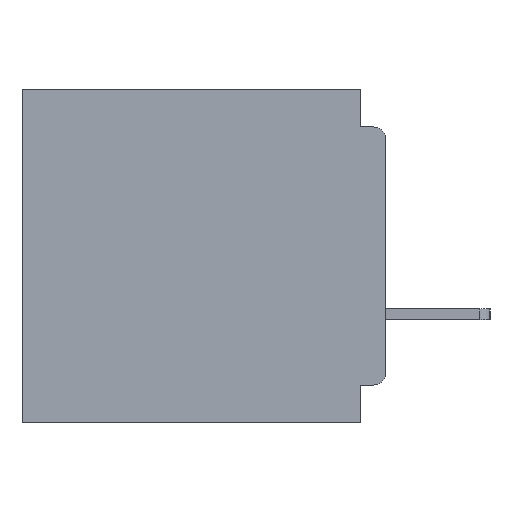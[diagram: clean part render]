
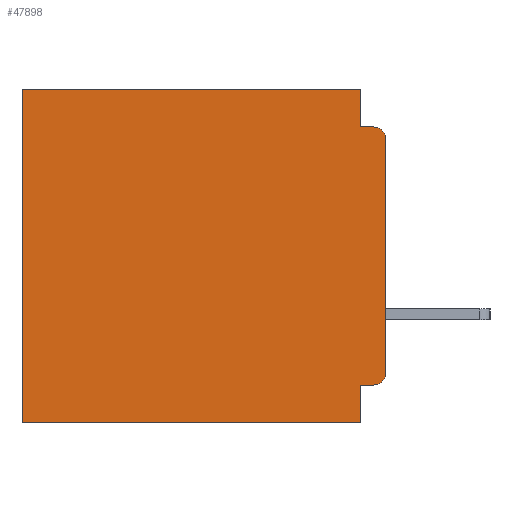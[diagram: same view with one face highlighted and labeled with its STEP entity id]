
A CAD part, left-side view. The second image highlights one B-rep face of the part: STEP entity #47898.
In plain terms, the highlighted planar face has unit normal (-1, 0, 0).
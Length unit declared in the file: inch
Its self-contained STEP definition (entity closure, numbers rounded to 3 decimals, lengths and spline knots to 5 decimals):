
#1381 = CARTESIAN_POINT ( 'NONE',  ( 0.3, 0., -0.34 ) ) ;
#1601 = ORIENTED_EDGE ( 'NONE', *, *, #27378, .T. ) ;
#1916 = CARTESIAN_POINT ( 'NONE',  ( 0.3, 0., 0. ) ) ;
#2622 = LINE ( 'NONE', #21725, #35033 ) ;
#3265 = CARTESIAN_POINT ( 'NONE',  ( 0.3, 0., -0.4 ) ) ;
#3810 = ORIENTED_EDGE ( 'NONE', *, *, #26129, .F. ) ;
#3907 = CARTESIAN_POINT ( 'NONE',  ( 0.3, 0.031, -0.045 ) ) ;
#5017 = AXIS2_PLACEMENT_3D ( 'NONE', #5871, #35428, #10153 ) ;
#5871 = CARTESIAN_POINT ( 'NONE',  ( 0.3, 0.015, -0.06 ) ) ;
#6291 = VECTOR ( 'NONE', #31480, 39.37008 ) ;
#6519 = CARTESIAN_POINT ( 'NONE',  ( 0.3, 0.031, 0. ) ) ;
#7167 = EDGE_LOOP ( 'NONE', ( #41634, #11438, #3810, #26762, #1601, #13946, #46659, #52333, #13247, #22806 ) ) ;
#8082 = EDGE_CURVE ( 'NONE', #43640, #28647, #52601, .T. ) ;
#8974 = AXIS2_PLACEMENT_3D ( 'NONE', #3265, #20247, #49588 ) ;
#10153 = DIRECTION ( 'NONE',  ( 0., 0., -1. ) ) ;
#10775 = CARTESIAN_POINT ( 'NONE',  ( 0.3, 0., -0.045 ) ) ;
#11438 = ORIENTED_EDGE ( 'NONE', *, *, #18426, .T. ) ;
#11754 = DIRECTION ( 'NONE',  ( -1., 0., 0. ) ) ;
#13247 = ORIENTED_EDGE ( 'NONE', *, *, #36362, .F. ) ;
#13946 = ORIENTED_EDGE ( 'NONE', *, *, #53731, .T. ) ;
#14479 = VERTEX_POINT ( 'NONE', #42176 ) ;
#14542 = VERTEX_POINT ( 'NONE', #17250 ) ;
#15998 = PLANE ( 'NONE',  #8974 ) ;
#17250 = CARTESIAN_POINT ( 'NONE',  ( 0.3, 0.437, -0.4 ) ) ;
#17505 = LINE ( 'NONE', #1916, #6291 ) ;
#18426 = EDGE_CURVE ( 'NONE', #40744, #29893, #20606, .T. ) ;
#18953 = CARTESIAN_POINT ( 'NONE',  ( 0.3, 0., -0.355 ) ) ;
#20247 = DIRECTION ( 'NONE',  ( 1., 0., 0. ) ) ;
#20305 = LINE ( 'NONE', #18953, #31569 ) ;
#20606 = CIRCLE ( 'NONE', #5017, 0.015 ) ;
#20719 = CARTESIAN_POINT ( 'NONE',  ( 0.3, 0., -0.4 ) ) ;
#21725 = CARTESIAN_POINT ( 'NONE',  ( 0.3, 0.437, -0.4 ) ) ;
#21798 = EDGE_CURVE ( 'NONE', #27881, #36847, #36818, .T. ) ;
#22806 = ORIENTED_EDGE ( 'NONE', *, *, #21798, .T. ) ;
#23367 = CARTESIAN_POINT ( 'NONE',  ( 0.3, 0.015, -0.355 ) ) ;
#24964 = DIRECTION ( 'NONE',  ( 0., 0., -1. ) ) ;
#26129 = EDGE_CURVE ( 'NONE', #28647, #29893, #51879, .T. ) ;
#26762 = ORIENTED_EDGE ( 'NONE', *, *, #8082, .F. ) ;
#27378 = EDGE_CURVE ( 'NONE', #43640, #35060, #17505, .T. ) ;
#27471 = CARTESIAN_POINT ( 'NONE',  ( 0.3, 0., -0.06 ) ) ;
#27537 = DIRECTION ( 'NONE',  ( 0., -1., 0. ) ) ;
#27732 = CARTESIAN_POINT ( 'NONE',  ( 0.3, 0.437, 0. ) ) ;
#27750 = VECTOR ( 'NONE', #32352, 39.37008 ) ;
#27787 = LINE ( 'NONE', #20719, #48728 ) ;
#27881 = VERTEX_POINT ( 'NONE', #23367 ) ;
#28647 = VERTEX_POINT ( 'NONE', #3907 ) ;
#29893 = VERTEX_POINT ( 'NONE', #45763 ) ;
#30256 = DIRECTION ( 'NONE',  ( 0., 0., -1. ) ) ;
#30398 = VECTOR ( 'NONE', #31819, 39.37008 ) ;
#30562 = VERTEX_POINT ( 'NONE', #36120 ) ;
#31480 = DIRECTION ( 'NONE',  ( 0., 1., 0. ) ) ;
#31569 = VECTOR ( 'NONE', #48354, 39.37008 ) ;
#31598 = VECTOR ( 'NONE', #54304, 39.37008 ) ;
#31637 = FACE_OUTER_BOUND ( 'NONE', #7167, .T. ) ;
#31819 = DIRECTION ( 'NONE',  ( 0., 0., -1. ) ) ;
#32352 = DIRECTION ( 'NONE',  ( 0., 0., -1. ) ) ;
#32925 = LINE ( 'NONE', #49949, #31598 ) ;
#35033 = VECTOR ( 'NONE', #30256, 39.37008 ) ;
#35060 = VERTEX_POINT ( 'NONE', #27732 ) ;
#35114 = EDGE_CURVE ( 'NONE', #14479, #30562, #40312, .T. ) ;
#35428 = DIRECTION ( 'NONE',  ( -1., 0., 0. ) ) ;
#36120 = CARTESIAN_POINT ( 'NONE',  ( 0.3, 0.031, -0.4 ) ) ;
#36362 = EDGE_CURVE ( 'NONE', #27881, #14479, #20305, .T. ) ;
#36818 = CIRCLE ( 'NONE', #39512, 0.015 ) ;
#36847 = VERTEX_POINT ( 'NONE', #1381 ) ;
#37053 = CARTESIAN_POINT ( 'NONE',  ( 0.3, 0.015, -0.34 ) ) ;
#39512 = AXIS2_PLACEMENT_3D ( 'NONE', #37053, #11754, #41265 ) ;
#40312 = LINE ( 'NONE', #53104, #27750 ) ;
#40744 = VERTEX_POINT ( 'NONE', #27471 ) ;
#41265 = DIRECTION ( 'NONE',  ( 0., 0., -1. ) ) ;
#41573 = EDGE_CURVE ( 'NONE', #40744, #36847, #27787, .T. ) ;
#41634 = ORIENTED_EDGE ( 'NONE', *, *, #41573, .F. ) ;
#42176 = CARTESIAN_POINT ( 'NONE',  ( 0.3, 0.031, -0.355 ) ) ;
#42762 = EDGE_CURVE ( 'NONE', #30562, #14542, #32925, .T. ) ;
#43640 = VERTEX_POINT ( 'NONE', #43735 ) ;
#43735 = CARTESIAN_POINT ( 'NONE',  ( 0.3, 0.031, 0. ) ) ;
#45763 = CARTESIAN_POINT ( 'NONE',  ( 0.3, 0.015, -0.045 ) ) ;
#46659 = ORIENTED_EDGE ( 'NONE', *, *, #42762, .F. ) ;
#47898 = ADVANCED_FACE ( 'NONE', ( #31637 ), #15998, .F. ) ;
#48354 = DIRECTION ( 'NONE',  ( 0., 1., 0. ) ) ;
#48728 = VECTOR ( 'NONE', #24964, 39.37008 ) ;
#49588 = DIRECTION ( 'NONE',  ( 0., 0., -1. ) ) ;
#49949 = CARTESIAN_POINT ( 'NONE',  ( 0.3, 0., -0.4 ) ) ;
#50550 = VECTOR ( 'NONE', #27537, 39.37008 ) ;
#51879 = LINE ( 'NONE', #10775, #50550 ) ;
#52333 = ORIENTED_EDGE ( 'NONE', *, *, #35114, .F. ) ;
#52601 = LINE ( 'NONE', #6519, #30398 ) ;
#53104 = CARTESIAN_POINT ( 'NONE',  ( 0.3, 0.031, -0.4 ) ) ;
#53731 = EDGE_CURVE ( 'NONE', #35060, #14542, #2622, .T. ) ;
#54304 = DIRECTION ( 'NONE',  ( 0., 1., 0. ) ) ;
